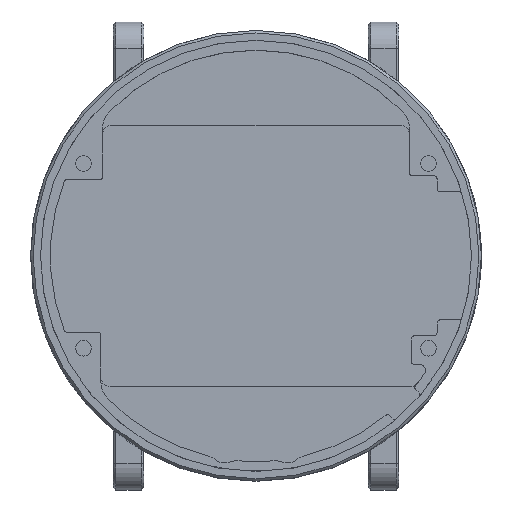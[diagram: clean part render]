
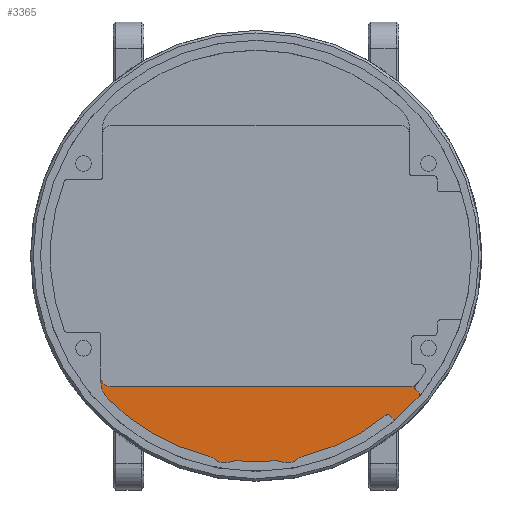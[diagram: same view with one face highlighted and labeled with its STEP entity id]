
A CAD part, top view. The second image highlights one B-rep face of the part: STEP entity #3365.
In plain terms, the highlighted planar face has unit normal (0, 0, 1).
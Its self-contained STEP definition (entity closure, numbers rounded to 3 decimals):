
#252=PLANE('',#3676);
#412=FACE_OUTER_BOUND('',#615,.T.);
#615=EDGE_LOOP('',(#2899,#2900,#2901,#2902,#2903,#2904,#2905,#2906,#2907,
#2908,#2909,#2910,#2911,#2912,#2913,#2914,#2915,#2916,#2917,#2918,#2919,
#2920));
#837=LINE('',#6155,#1085);
#841=LINE('',#6172,#1089);
#857=LINE('',#6247,#1105);
#858=LINE('',#6271,#1106);
#1085=VECTOR('',#4402,10.);
#1089=VECTOR('',#4420,10.);
#1105=VECTOR('',#4488,10.);
#1106=VECTOR('',#4513,10.);
#1273=CIRCLE('',#3645,0.75);
#1274=CIRCLE('',#3648,0.75);
#1276=CIRCLE('',#3651,2.);
#1297=CIRCLE('',#3677,0.2);
#1298=CIRCLE('',#3678,17.5);
#1299=CIRCLE('',#3679,0.2);
#1300=CIRCLE('',#3680,0.2);
#1301=CIRCLE('',#3681,16.7);
#1302=CIRCLE('',#3682,16.7);
#1303=CIRCLE('',#3683,2.);
#1304=CIRCLE('',#3684,1.2);
#1305=CIRCLE('',#3685,2.);
#1306=CIRCLE('',#3686,16.7);
#1307=CIRCLE('',#3687,2.);
#1308=CIRCLE('',#3688,1.2);
#1309=CIRCLE('',#3689,2.);
#1310=CIRCLE('',#3690,16.7);
#1311=CIRCLE('',#3691,0.2);
#1567=VERTEX_POINT('',#6145);
#1568=VERTEX_POINT('',#6147);
#1570=VERTEX_POINT('',#6153);
#1571=VERTEX_POINT('',#6157);
#1573=VERTEX_POINT('',#6163);
#1574=VERTEX_POINT('',#6164);
#1605=VERTEX_POINT('',#6239);
#1606=VERTEX_POINT('',#6240);
#1607=VERTEX_POINT('',#6242);
#1608=VERTEX_POINT('',#6244);
#1609=VERTEX_POINT('',#6246);
#1610=VERTEX_POINT('',#6248);
#1611=VERTEX_POINT('',#6251);
#1612=VERTEX_POINT('',#6253);
#1613=VERTEX_POINT('',#6255);
#1614=VERTEX_POINT('',#6257);
#1615=VERTEX_POINT('',#6259);
#1616=VERTEX_POINT('',#6261);
#1617=VERTEX_POINT('',#6263);
#1618=VERTEX_POINT('',#6265);
#1619=VERTEX_POINT('',#6267);
#1620=VERTEX_POINT('',#6269);
#2015=EDGE_CURVE('',#1568,#1567,#1273,.F.);
#2019=EDGE_CURVE('',#1567,#1570,#837,.T.);
#2020=EDGE_CURVE('',#1571,#1570,#1274,.T.);
#2023=EDGE_CURVE('',#1573,#1574,#1276,.T.);
#2027=EDGE_CURVE('',#1574,#1571,#841,.T.);
#2062=EDGE_CURVE('',#1605,#1606,#1297,.T.);
#2063=EDGE_CURVE('',#1607,#1605,#1298,.T.);
#2064=EDGE_CURVE('',#1608,#1607,#1299,.T.);
#2065=EDGE_CURVE('',#1609,#1608,#857,.T.);
#2066=EDGE_CURVE('',#1610,#1609,#1300,.T.);
#2067=EDGE_CURVE('',#1568,#1610,#1301,.T.);
#2068=EDGE_CURVE('',#1611,#1573,#1302,.T.);
#2069=EDGE_CURVE('',#1612,#1611,#1303,.T.);
#2070=EDGE_CURVE('',#1613,#1612,#1304,.T.);
#2071=EDGE_CURVE('',#1614,#1613,#1305,.T.);
#2072=EDGE_CURVE('',#1615,#1614,#1306,.T.);
#2073=EDGE_CURVE('',#1616,#1615,#1307,.T.);
#2074=EDGE_CURVE('',#1617,#1616,#1308,.T.);
#2075=EDGE_CURVE('',#1618,#1617,#1309,.T.);
#2076=EDGE_CURVE('',#1619,#1618,#1310,.T.);
#2077=EDGE_CURVE('',#1620,#1619,#1311,.T.);
#2078=EDGE_CURVE('',#1606,#1620,#858,.T.);
#2899=ORIENTED_EDGE('',*,*,#2062,.F.);
#2900=ORIENTED_EDGE('',*,*,#2063,.F.);
#2901=ORIENTED_EDGE('',*,*,#2064,.F.);
#2902=ORIENTED_EDGE('',*,*,#2065,.F.);
#2903=ORIENTED_EDGE('',*,*,#2066,.F.);
#2904=ORIENTED_EDGE('',*,*,#2067,.F.);
#2905=ORIENTED_EDGE('',*,*,#2015,.T.);
#2906=ORIENTED_EDGE('',*,*,#2019,.T.);
#2907=ORIENTED_EDGE('',*,*,#2020,.F.);
#2908=ORIENTED_EDGE('',*,*,#2027,.F.);
#2909=ORIENTED_EDGE('',*,*,#2023,.F.);
#2910=ORIENTED_EDGE('',*,*,#2068,.F.);
#2911=ORIENTED_EDGE('',*,*,#2069,.F.);
#2912=ORIENTED_EDGE('',*,*,#2070,.F.);
#2913=ORIENTED_EDGE('',*,*,#2071,.F.);
#2914=ORIENTED_EDGE('',*,*,#2072,.F.);
#2915=ORIENTED_EDGE('',*,*,#2073,.F.);
#2916=ORIENTED_EDGE('',*,*,#2074,.F.);
#2917=ORIENTED_EDGE('',*,*,#2075,.F.);
#2918=ORIENTED_EDGE('',*,*,#2076,.F.);
#2919=ORIENTED_EDGE('',*,*,#2077,.F.);
#2920=ORIENTED_EDGE('',*,*,#2078,.F.);
#3365=ADVANCED_FACE('',(#412),#252,.F.);
#3645=AXIS2_PLACEMENT_3D('',#6148,#4395,#4396);
#3648=AXIS2_PLACEMENT_3D('',#6158,#4405,#4406);
#3651=AXIS2_PLACEMENT_3D('',#6165,#4412,#4413);
#3676=AXIS2_PLACEMENT_3D('',#6238,#4480,#4481);
#3677=AXIS2_PLACEMENT_3D('',#6241,#4482,#4483);
#3678=AXIS2_PLACEMENT_3D('',#6243,#4484,#4485);
#3679=AXIS2_PLACEMENT_3D('',#6245,#4486,#4487);
#3680=AXIS2_PLACEMENT_3D('',#6249,#4489,#4490);
#3681=AXIS2_PLACEMENT_3D('',#6250,#4491,#4492);
#3682=AXIS2_PLACEMENT_3D('',#6252,#4493,#4494);
#3683=AXIS2_PLACEMENT_3D('',#6254,#4495,#4496);
#3684=AXIS2_PLACEMENT_3D('',#6256,#4497,#4498);
#3685=AXIS2_PLACEMENT_3D('',#6258,#4499,#4500);
#3686=AXIS2_PLACEMENT_3D('',#6260,#4501,#4502);
#3687=AXIS2_PLACEMENT_3D('',#6262,#4503,#4504);
#3688=AXIS2_PLACEMENT_3D('',#6264,#4505,#4506);
#3689=AXIS2_PLACEMENT_3D('',#6266,#4507,#4508);
#3690=AXIS2_PLACEMENT_3D('',#6268,#4509,#4510);
#3691=AXIS2_PLACEMENT_3D('',#6270,#4511,#4512);
#4395=DIRECTION('center_axis',(0.,0.,1.));
#4396=DIRECTION('ref_axis',(0.437,-0.899,0.));
#4402=DIRECTION('',(-1.,0.,0.));
#4405=DIRECTION('center_axis',(0.,0.,1.));
#4406=DIRECTION('ref_axis',(-1.,0.,0.));
#4412=DIRECTION('center_axis',(0.,0.,-1.));
#4413=DIRECTION('ref_axis',(-0.928,-0.373,0.));
#4420=DIRECTION('',(0.,1.,0.));
#4480=DIRECTION('center_axis',(0.,0.,-1.));
#4481=DIRECTION('ref_axis',(-1.,0.,0.));
#4482=DIRECTION('center_axis',(0.,0.,-1.));
#4483=DIRECTION('ref_axis',(-0.038,-0.999,0.));
#4484=DIRECTION('center_axis',(0.,0.,-1.));
#4485=DIRECTION('ref_axis',(1.,0.,0.));
#4486=DIRECTION('center_axis',(0.,0.,-1.));
#4487=DIRECTION('ref_axis',(0.999,0.038,0.));
#4488=DIRECTION('',(0.707,-0.707,0.));
#4489=DIRECTION('center_axis',(0.,0.,1.));
#4490=DIRECTION('ref_axis',(-0.999,-0.05,0.));
#4491=DIRECTION('center_axis',(0.,0.,-1.));
#4492=DIRECTION('ref_axis',(1.,0.,0.));
#4493=DIRECTION('center_axis',(0.,0.,-1.));
#4494=DIRECTION('ref_axis',(1.,0.,0.));
#4495=DIRECTION('center_axis',(0.,0.,1.));
#4496=DIRECTION('ref_axis',(0.429,0.903,0.));
#4497=DIRECTION('center_axis',(0.,0.,-1.));
#4498=DIRECTION('ref_axis',(1.,0.,0.));
#4499=DIRECTION('center_axis',(0.,0.,1.));
#4500=DIRECTION('ref_axis',(-0.119,0.993,0.));
#4501=DIRECTION('center_axis',(0.,0.,-1.));
#4502=DIRECTION('ref_axis',(1.,0.,0.));
#4503=DIRECTION('center_axis',(0.,0.,1.));
#4504=DIRECTION('ref_axis',(0.119,0.993,0.));
#4505=DIRECTION('center_axis',(0.,0.,-1.));
#4506=DIRECTION('ref_axis',(1.,0.,0.));
#4507=DIRECTION('center_axis',(0.,0.,1.));
#4508=DIRECTION('ref_axis',(-0.429,0.903,0.));
#4509=DIRECTION('center_axis',(0.,0.,-1.));
#4510=DIRECTION('ref_axis',(1.,0.,0.));
#4511=DIRECTION('center_axis',(0.,0.,1.));
#4512=DIRECTION('ref_axis',(0.05,0.999,0.));
#4513=DIRECTION('',(-0.707,0.707,0.));
#6145=CARTESIAN_POINT('',(12.545,-10.6,-2.38));
#6147=CARTESIAN_POINT('',(13.135,-10.313,-2.38));
#6148=CARTESIAN_POINT('Origin',(12.545,-9.85,-2.38));
#6153=CARTESIAN_POINT('',(-11.85,-10.6,-2.38));
#6155=CARTESIAN_POINT('',(6.765,-10.6,-2.38));
#6157=CARTESIAN_POINT('',(-12.6,-9.85,-2.38));
#6158=CARTESIAN_POINT('Origin',(-11.85,-9.85,-2.38));
#6163=CARTESIAN_POINT('',(-12.042,-11.57,-2.38));
#6164=CARTESIAN_POINT('',(-12.6,-10.185,-2.38));
#6165=CARTESIAN_POINT('Origin',(-10.6,-10.185,-2.38));
#6172=CARTESIAN_POINT('',(-12.6,-3.1,-2.38));
#6238=CARTESIAN_POINT('Origin',(0.,0.,-2.38));
#6239=CARTESIAN_POINT('',(11.41,-13.269,-2.38));
#6240=CARTESIAN_POINT('',(11.138,-13.259,-2.38));
#6241=CARTESIAN_POINT('Origin',(11.279,-13.118,-2.38));
#6242=CARTESIAN_POINT('',(13.269,-11.41,-2.38));
#6243=CARTESIAN_POINT('Origin',(0.,0.,-2.38));
#6244=CARTESIAN_POINT('',(13.259,-11.138,-2.38));
#6245=CARTESIAN_POINT('Origin',(13.118,-11.279,-2.38));
#6246=CARTESIAN_POINT('',(12.95,-10.829,-2.38));
#6247=CARTESIAN_POINT('',(12.708,-10.587,-2.38));
#6248=CARTESIAN_POINT('',(12.937,-10.561,-2.38));
#6249=CARTESIAN_POINT('Origin',(13.092,-10.687,-2.38));
#6250=CARTESIAN_POINT('Origin',(0.,0.,-2.38));
#6251=CARTESIAN_POINT('',(-3.996,-16.215,-2.38));
#6252=CARTESIAN_POINT('Origin',(0.,0.,-2.38));
#6253=CARTESIAN_POINT('',(-3.272,-16.559,-2.38));
#6254=CARTESIAN_POINT('Origin',(-4.474,-18.157,-2.38));
#6255=CARTESIAN_POINT('',(-2.171,-16.739,-2.38));
#6256=CARTESIAN_POINT('Origin',(-2.55,-15.6,-2.38));
#6257=CARTESIAN_POINT('',(-1.375,-16.643,-2.38));
#6258=CARTESIAN_POINT('Origin',(-1.54,-18.636,-2.38));
#6259=CARTESIAN_POINT('',(1.375,-16.643,-2.38));
#6260=CARTESIAN_POINT('Origin',(0.,0.,-2.38));
#6261=CARTESIAN_POINT('',(2.171,-16.739,-2.38));
#6262=CARTESIAN_POINT('Origin',(1.54,-18.636,-2.38));
#6263=CARTESIAN_POINT('',(3.272,-16.559,-2.38));
#6264=CARTESIAN_POINT('Origin',(2.55,-15.6,-2.38));
#6265=CARTESIAN_POINT('',(3.996,-16.215,-2.38));
#6266=CARTESIAN_POINT('Origin',(4.474,-18.157,-2.38));
#6267=CARTESIAN_POINT('',(10.561,-12.937,-2.38));
#6268=CARTESIAN_POINT('Origin',(0.,0.,-2.38));
#6269=CARTESIAN_POINT('',(10.829,-12.95,-2.38));
#6270=CARTESIAN_POINT('Origin',(10.687,-13.092,-2.38));
#6271=CARTESIAN_POINT('',(5.104,-7.225,-2.38));
